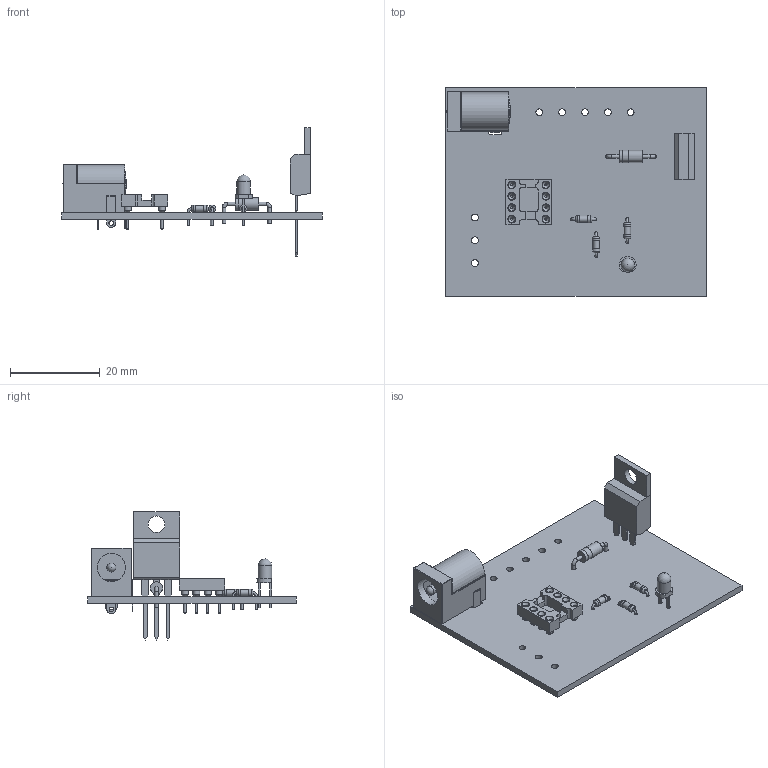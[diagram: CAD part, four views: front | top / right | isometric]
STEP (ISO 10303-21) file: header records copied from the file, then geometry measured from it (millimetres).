
FILE_DESCRIPTION(('KiCad electronic assembly'),'2;1');
FILE_NAME('Levitator.step','2025-11-20T18:42:30',('Pcbnew'),('Kicad'), 'Open CASCADE STEP processor 7.9','KiCad to STEP converter','Unknown' );
FILE_SCHEMA(('AUTOMOTIVE_DESIGN { 1 0 10303 214 1 1 1 1 }'));
Length unit declared in the file: millimetre
Products named in the file (8): Levitator 1; R_Axial_DIN0204_L3.6mm_D1.6mm_P5.08mm_Horizontal; LED_D3.0mm; BarrelJack_Horizontal; D_DO-41_SOD81_P10.16mm_Horizontal; DIP-8_W7.62mm_Socket; TO-220-3_Vertical; Levitator_PCB
Assembly tree (9 placements, depth 2):
  Levitator 1
    R_Axial_DIN0204_L3.6mm_D1.6mm_P5.08mm_Horizontal  x3
    LED_D3.0mm
    BarrelJack_Horizontal
    D_DO-41_SOD81_P10.16mm_Horizontal
    DIP-8_W7.62mm_Socket
    TO-220-3_Vertical
    Levitator_PCB
Bounding box: 58 x 46.5 x 28.52 mm (x, y, z)
Volume: 5517.2 mm3; surface area: 8597.1 mm2
Topology: 13 solids, 13 shells, 374 faces, 812 edges, 518 vertices
Faces by surface type: plane 204, cylinder 124, cone 24, torus 14, sphere 6, extrusion 2
Full cylindrical faces by diameter (mm): 0.5 x6, 0.508 x16, 0.7 x6, 0.8 x12, 0.9 x2, 1 x2, 1.1 x5, 1.44 x3, 1.5 x2, 1.52 x8, 1.524 x8, 1.6 x6, 1.724 x8, 2 x2, 2.7 x2, 2.72 x1, 3 x1, 3.735 x1, 6.3 x1
Entity records: 12130 total; most frequent: CARTESIAN_POINT 1828, DIRECTION 1733, ORIENTED_EDGE 1524, EDGE_CURVE 762, AXIS2_PLACEMENT_3D 624, VERTEX_POINT 493, VECTOR 485, LINE 483
